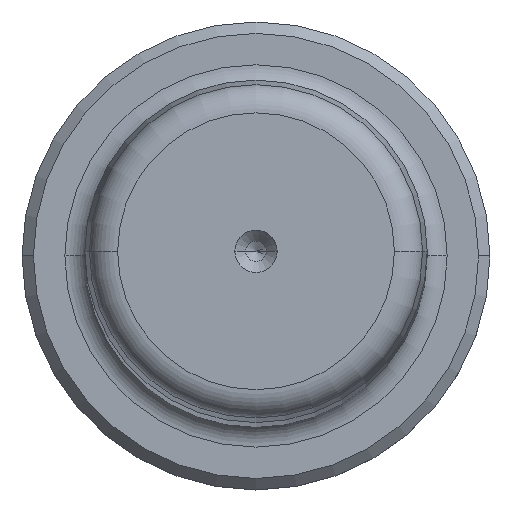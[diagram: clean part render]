
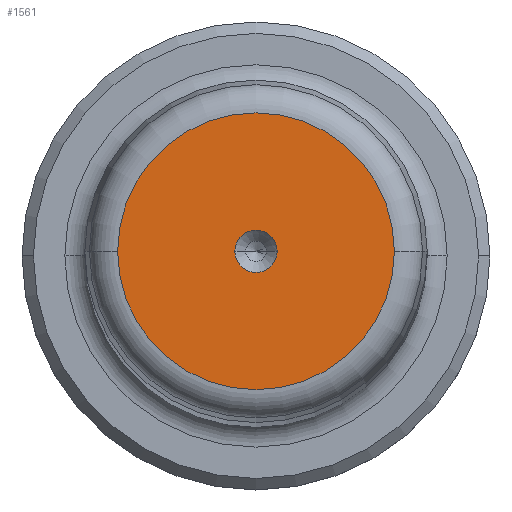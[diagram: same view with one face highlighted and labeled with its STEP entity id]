
A CAD part, top view. The second image highlights one B-rep face of the part: STEP entity #1561.
In plain terms, the highlighted planar face has unit normal (0, 0, 1).
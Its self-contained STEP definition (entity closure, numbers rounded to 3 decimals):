
#63 = CARTESIAN_POINT ( 'NONE',  ( 0., 0., 270. ) ) ;
#142 = VERTEX_POINT ( 'NONE', #747 ) ;
#194 = EDGE_CURVE ( 'NONE', #410, #1495, #1178, .T. ) ;
#257 = DIRECTION ( 'NONE',  ( 1., 0., 0. ) ) ;
#292 = CIRCLE ( 'NONE', #483, 12.124 ) ;
#329 = AXIS2_PLACEMENT_3D ( 'NONE', #616, #1512, #2047 ) ;
#410 = VERTEX_POINT ( 'NONE', #1784 ) ;
#430 = PLANE ( 'NONE',  #329 ) ;
#483 = AXIS2_PLACEMENT_3D ( 'NONE', #63, #1334, #257 ) ;
#584 = DIRECTION ( 'NONE',  ( 0., 0., 1. ) ) ;
#616 = CARTESIAN_POINT ( 'NONE',  ( 0., 0., 270. ) ) ;
#742 = DIRECTION ( 'NONE',  ( 0., 0., 1. ) ) ;
#747 = CARTESIAN_POINT ( 'NONE',  ( 1.85, 0., 270. ) ) ;
#748 = CARTESIAN_POINT ( 'NONE',  ( -1.85, 0., 270. ) ) ;
#998 = DIRECTION ( 'NONE',  ( 0., 0., 1. ) ) ;
#1006 = ORIENTED_EDGE ( 'NONE', *, *, #194, .T. ) ;
#1062 = EDGE_LOOP ( 'NONE', ( #1006, #2071 ) ) ;
#1110 = AXIS2_PLACEMENT_3D ( 'NONE', #1113, #742, #1991 ) ;
#1113 = CARTESIAN_POINT ( 'NONE',  ( 0., 0., 270. ) ) ;
#1175 = VERTEX_POINT ( 'NONE', #748 ) ;
#1178 = CIRCLE ( 'NONE', #1110, 12.124 ) ;
#1224 = CIRCLE ( 'NONE', #1973, 1.85 ) ;
#1237 = EDGE_CURVE ( 'NONE', #142, #1175, #1224, .T. ) ;
#1334 = DIRECTION ( 'NONE',  ( 0., 0., 1. ) ) ;
#1356 = FACE_BOUND ( 'NONE', #1631, .T. ) ;
#1399 = CARTESIAN_POINT ( 'NONE',  ( -12.124, 0., 270. ) ) ;
#1495 = VERTEX_POINT ( 'NONE', #1399 ) ;
#1512 = DIRECTION ( 'NONE',  ( 0., 0., 1. ) ) ;
#1561 = ADVANCED_FACE ( 'NONE', ( #1356, #2312 ), #430, .T. ) ;
#1576 = AXIS2_PLACEMENT_3D ( 'NONE', #2078, #998, #2265 ) ;
#1631 = EDGE_LOOP ( 'NONE', ( #1677, #2006 ) ) ;
#1669 = CARTESIAN_POINT ( 'NONE',  ( 0., 0., 270. ) ) ;
#1677 = ORIENTED_EDGE ( 'NONE', *, *, #1237, .F. ) ;
#1784 = CARTESIAN_POINT ( 'NONE',  ( 12.124, 0., 270. ) ) ;
#1842 = DIRECTION ( 'NONE',  ( 1., 0., 0. ) ) ;
#1973 = AXIS2_PLACEMENT_3D ( 'NONE', #1669, #584, #1842 ) ;
#1991 = DIRECTION ( 'NONE',  ( 1., 0., 0. ) ) ;
#2006 = ORIENTED_EDGE ( 'NONE', *, *, #2147, .F. ) ;
#2047 = DIRECTION ( 'NONE',  ( 1., 0., 0. ) ) ;
#2067 = EDGE_CURVE ( 'NONE', #1495, #410, #292, .T. ) ;
#2071 = ORIENTED_EDGE ( 'NONE', *, *, #2067, .T. ) ;
#2078 = CARTESIAN_POINT ( 'NONE',  ( 0., 0., 270. ) ) ;
#2147 = EDGE_CURVE ( 'NONE', #1175, #142, #2191, .T. ) ;
#2191 = CIRCLE ( 'NONE', #1576, 1.85 ) ;
#2265 = DIRECTION ( 'NONE',  ( 1., 0., 0. ) ) ;
#2312 = FACE_OUTER_BOUND ( 'NONE', #1062, .T. ) ;
